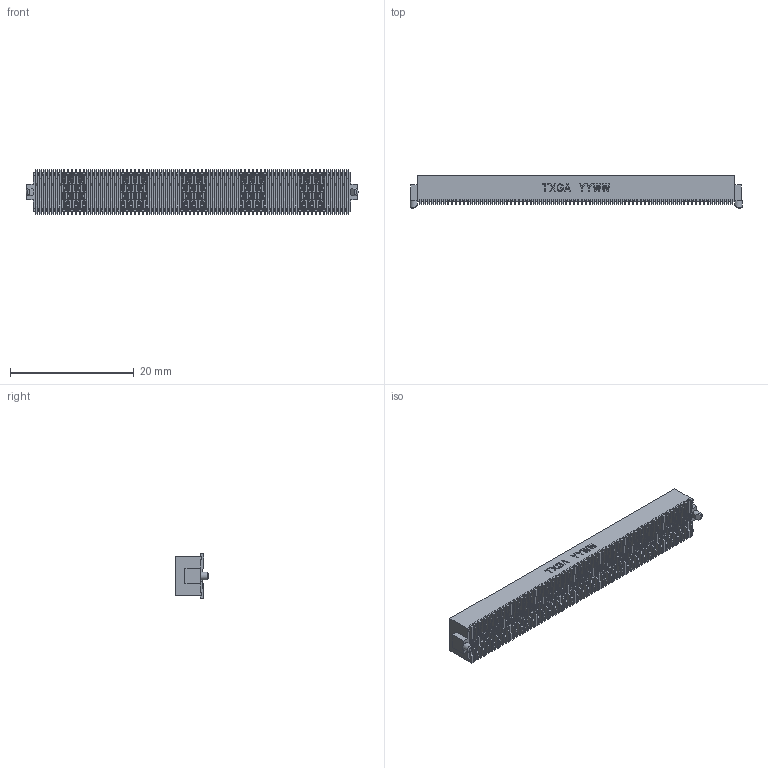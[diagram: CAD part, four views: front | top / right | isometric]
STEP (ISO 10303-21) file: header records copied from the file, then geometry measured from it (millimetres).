
FILE_DESCRIPTION((''),'2;1');
FILE_NAME('FBB12709-F20-H46_ASM','2026-03-17T10:17:16',('gongchengVV'),(''),'CREO PARAMETRIC BY PTC INC, 2020033','CREO PARAMETRIC BY PTC INC, 2020033','');
FILE_SCHEMA(('CONFIG_CONTROL_DESIGN'));
Products named in the file (1): FBB12709-F20-H46_ASM
Bounding box: 53.59 x 5.33 x 7.15 mm (x, y, z)
Volume: 1183.3 mm3; surface area: 5078.7 mm2
Topology: 161 solids, 161 shells, 6718 faces, 18997 edges, 12450 vertices
Faces by surface type: plane 6554, cylinder 162, cone 2
Entity records: 212669 total; most frequent: CARTESIAN_POINT 38193, ORIENTED_EDGE 37994, DIRECTION 32755, EDGE_CURVE 18997, VECTOR 18659, LINE 18659, VERTEX_POINT 12450, AXIS2_PLACEMENT_3D 7048
